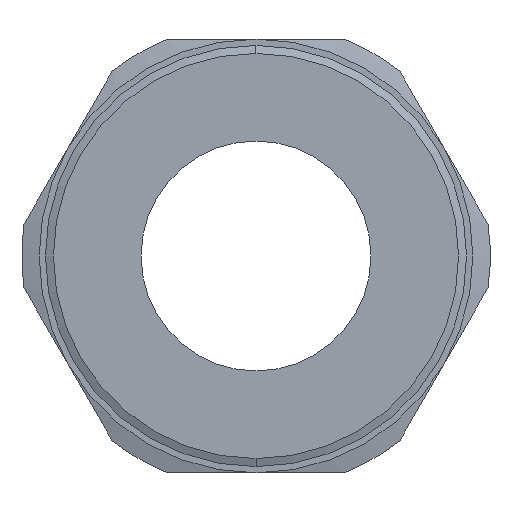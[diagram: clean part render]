
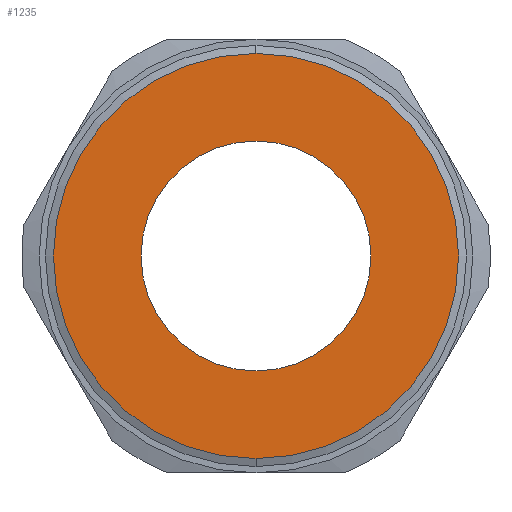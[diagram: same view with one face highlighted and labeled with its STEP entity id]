
A CAD part, front view. The second image highlights one B-rep face of the part: STEP entity #1235.
In plain terms, the highlighted planar face has unit normal (0, -1, 0).
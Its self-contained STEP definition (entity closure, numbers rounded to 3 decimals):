
#12 = EDGE_CURVE ( 'NONE', #2066, #1433, #205, .T. ) ;
#14 = FACE_OUTER_BOUND ( 'NONE', #284, .T. ) ;
#23 = CARTESIAN_POINT ( 'NONE',  ( 0., -45., 23.35 ) ) ;
#64 = FACE_BOUND ( 'NONE', #253, .T. ) ;
#88 = DIRECTION ( 'NONE',  ( 0., 0., 1. ) ) ;
#131 = DIRECTION ( 'NONE',  ( 0., 1., 0. ) ) ;
#205 = CIRCLE ( 'NONE', #703, 13.25 ) ;
#253 = EDGE_LOOP ( 'NONE', ( #285, #1125 ) ) ;
#276 = CARTESIAN_POINT ( 'NONE',  ( 0., -45., 0. ) ) ;
#284 = EDGE_LOOP ( 'NONE', ( #2105, #1397 ) ) ;
#285 = ORIENTED_EDGE ( 'NONE', *, *, #12, .T. ) ;
#324 = DIRECTION ( 'NONE',  ( 0., 0., 1. ) ) ;
#481 = CIRCLE ( 'NONE', #1527, 23.35 ) ;
#658 = EDGE_CURVE ( 'NONE', #1433, #2066, #1538, .T. ) ;
#669 = AXIS2_PLACEMENT_3D ( 'NONE', #2170, #1334, #324 ) ;
#703 = AXIS2_PLACEMENT_3D ( 'NONE', #276, #802, #1938 ) ;
#783 = AXIS2_PLACEMENT_3D ( 'NONE', #2109, #1087, #88 ) ;
#785 = EDGE_CURVE ( 'NONE', #1400, #2081, #481, .T. ) ;
#802 = DIRECTION ( 'NONE',  ( 0., 1., 0. ) ) ;
#863 = EDGE_CURVE ( 'NONE', #2081, #1400, #1837, .T. ) ;
#985 = PLANE ( 'NONE',  #669 ) ;
#1087 = DIRECTION ( 'NONE',  ( 0., -1., 0. ) ) ;
#1091 = CARTESIAN_POINT ( 'NONE',  ( 0., -45., -23.35 ) ) ;
#1125 = ORIENTED_EDGE ( 'NONE', *, *, #658, .T. ) ;
#1134 = CARTESIAN_POINT ( 'NONE',  ( 0., -45., 0. ) ) ;
#1235 = ADVANCED_FACE ( 'NONE', ( #14, #64 ), #985, .F. ) ;
#1248 = CARTESIAN_POINT ( 'NONE',  ( 0., -45., 13.25 ) ) ;
#1309 = DIRECTION ( 'NONE',  ( 0., 0., 1. ) ) ;
#1334 = DIRECTION ( 'NONE',  ( 0., 1., 0. ) ) ;
#1354 = CARTESIAN_POINT ( 'NONE',  ( 0., -45., 0. ) ) ;
#1397 = ORIENTED_EDGE ( 'NONE', *, *, #863, .T. ) ;
#1400 = VERTEX_POINT ( 'NONE', #23 ) ;
#1433 = VERTEX_POINT ( 'NONE', #1547 ) ;
#1527 = AXIS2_PLACEMENT_3D ( 'NONE', #1354, #1760, #1585 ) ;
#1538 = CIRCLE ( 'NONE', #1865, 13.25 ) ;
#1547 = CARTESIAN_POINT ( 'NONE',  ( 0., -45., -13.25 ) ) ;
#1585 = DIRECTION ( 'NONE',  ( 0., 0., 1. ) ) ;
#1760 = DIRECTION ( 'NONE',  ( 0., -1., 0. ) ) ;
#1837 = CIRCLE ( 'NONE', #783, 23.35 ) ;
#1865 = AXIS2_PLACEMENT_3D ( 'NONE', #1134, #131, #1309 ) ;
#1938 = DIRECTION ( 'NONE',  ( 0., 0., 1. ) ) ;
#2066 = VERTEX_POINT ( 'NONE', #1248 ) ;
#2081 = VERTEX_POINT ( 'NONE', #1091 ) ;
#2105 = ORIENTED_EDGE ( 'NONE', *, *, #785, .T. ) ;
#2109 = CARTESIAN_POINT ( 'NONE',  ( 0., -45., 0. ) ) ;
#2170 = CARTESIAN_POINT ( 'NONE',  ( 0., -45., 0. ) ) ;
